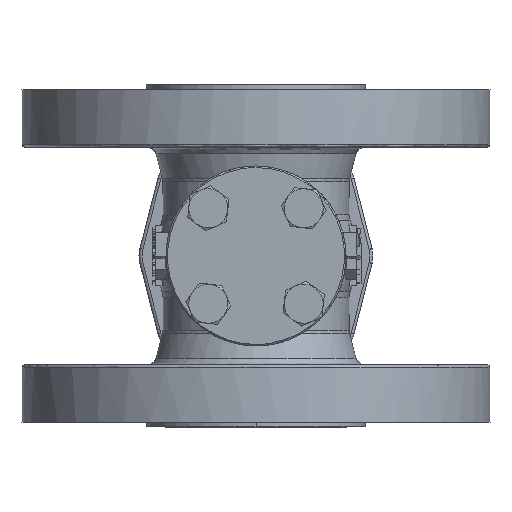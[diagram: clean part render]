
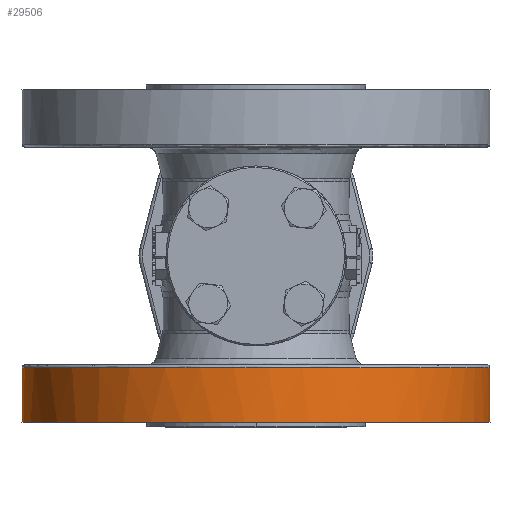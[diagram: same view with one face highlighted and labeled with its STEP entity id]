
A CAD part, front view. The second image highlights one B-rep face of the part: STEP entity #29506.
In plain terms, the highlighted cylindrical face has radius 78 mm (diameter 156 mm), a partial arc.
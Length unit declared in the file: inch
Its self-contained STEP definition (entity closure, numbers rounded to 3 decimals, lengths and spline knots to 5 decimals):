
#219 = AXIS2_PLACEMENT_3D ( 'NONE', #28906, #38428, #1869 ) ;
#771 = CARTESIAN_POINT ( 'NONE',  ( 2.44167, -1.8732, -2.1811 ) ) ;
#1869 = DIRECTION ( 'NONE',  ( 1., 0., 0. ) ) ;
#2200 = VERTEX_POINT ( 'NONE', #13680 ) ;
#2962 = CARTESIAN_POINT ( 'NONE',  ( -2.97265, -0.79622, -2.1811 ) ) ;
#3166 = CARTESIAN_POINT ( 'NONE',  ( 0.98948, -2.91403, -2.1811 ) ) ;
#3369 = CARTESIAN_POINT ( 'NONE',  ( -3.05107, -0.40197, -2.1811 ) ) ;
#3576 = CARTESIAN_POINT ( 'NONE',  ( -3.07087, -6.14173, -1.4685 ) ) ;
#3650 = VERTEX_POINT ( 'NONE', #24626 ) ;
#4524 = EDGE_CURVE ( 'NONE', #22499, #3650, #14929, .T. ) ;
#5761 = CARTESIAN_POINT ( 'NONE',  ( -1.36086, -2.7602, -2.1811 ) ) ;
#6028 = CARTESIAN_POINT ( 'NONE',  ( 3.07087, 0., -1.70604 ) ) ;
#6143 = CARTESIAN_POINT ( 'NONE',  ( -0.98948, -2.91403, -2.1811 ) ) ;
#6661 = CARTESIAN_POINT ( 'NONE',  ( -3.07087, 0., -1.70604 ) ) ;
#7032 = CARTESIAN_POINT ( 'NONE',  ( -3.07087, 0., -2.1811 ) ) ;
#7307 = CARTESIAN_POINT ( 'NONE',  ( 3.07087, 0., -1.4685 ) ) ;
#7319 = ORIENTED_EDGE ( 'NONE', *, *, #4524, .F. ) ;
#8089 = EDGE_CURVE ( 'NONE', #27575, #3650, #12385, .T. ) ;
#9315 = EDGE_CURVE ( 'NONE', #2200, #27575, #10011, .T. ) ;
#9686 = CARTESIAN_POINT ( 'NONE',  ( -2.44167, -1.8732, -2.1811 ) ) ;
#10011 = B_SPLINE_CURVE_WITH_KNOTS ( 'NONE', 3,
 ( #32989, #17958, #3369, #2962, #14994, #33591, #39143, #9686, #15390, #15187, #21707, #24088, #5761, #6143, #21123, #21508, #24498, #33187, #18156, #30207, #3166, #18539, #27637, #33980, #15994, #25076, #771, #28403, #15793, #10454, #30801, #28591, #13408, #27825 ),
 .UNSPECIFIED., .F., .F.,
 ( 4, 2, 2, 2, 2, 2, 2, 2, 2, 2, 2, 2, 2, 2, 2, 2, 4 ),
 ( 0., 0.0625, 0.125, 0.1875, 0.25, 0.3125, 0.375, 0.4375, 0.5, 0.5625, 0.625, 0.6875, 0.75, 0.8125, 0.875, 0.9375, 1. ),
 .UNSPECIFIED. ) ;
#10454 = CARTESIAN_POINT ( 'NONE',  ( 2.91403, -0.98948, -2.1811 ) ) ;
#10982 = B_SPLINE_CURVE_WITH_KNOTS ( 'NONE', 3,
 ( #19264, #6661, #28331, #7032 ),
 .UNSPECIFIED., .F., .F.,
 ( 4, 4 ),
 ( 0., 1. ),
 .UNSPECIFIED. ) ;
#11533 = FACE_OUTER_BOUND ( 'NONE', #18982, .T. ) ;
#12385 = B_SPLINE_CURVE_WITH_KNOTS ( 'NONE', 3,
 ( #30490, #27133, #6028, #24775 ),
 .UNSPECIFIED., .F., .F.,
 ( 4, 4 ),
 ( 0., 1. ),
 .UNSPECIFIED. ) ;
#12754 = CARTESIAN_POINT ( 'NONE',  ( 3.07087, 0., -2.1811 ) ) ;
#13408 = CARTESIAN_POINT ( 'NONE',  ( 3.07087, -0.20099, -2.1811 ) ) ;
#13680 = CARTESIAN_POINT ( 'NONE',  ( -3.07087, 0., -2.1811 ) ) ;
#14929 =( BOUNDED_CURVE ( )  B_SPLINE_CURVE ( 3, ( #15803, #3576, #18548, #7307 ),
 .UNSPECIFIED., .F., .F. ) 
 B_SPLINE_CURVE_WITH_KNOTS ( ( 4, 4 ),
 ( 0., 1. ),
 .UNSPECIFIED. ) 
 CURVE ( )  GEOMETRIC_REPRESENTATION_ITEM ( )  RATIONAL_B_SPLINE_CURVE ( ( 0.957, 0.319, 0.319, 0.957 ) ) 
 REPRESENTATION_ITEM ( '' )  );
#14994 = CARTESIAN_POINT ( 'NONE',  ( -2.91403, -0.98948, -2.1811 ) ) ;
#15187 = CARTESIAN_POINT ( 'NONE',  ( -2.02931, -2.31355, -2.1811 ) ) ;
#15390 = CARTESIAN_POINT ( 'NONE',  ( -2.31355, -2.02931, -2.1811 ) ) ;
#15793 = CARTESIAN_POINT ( 'NONE',  ( 2.7602, -1.36086, -2.1811 ) ) ;
#15803 = CARTESIAN_POINT ( 'NONE',  ( -3.07087, 0., -1.4685 ) ) ;
#15994 = CARTESIAN_POINT ( 'NONE',  ( 2.02931, -2.31355, -2.1811 ) ) ;
#17958 = CARTESIAN_POINT ( 'NONE',  ( -3.07087, -0.20099, -2.1811 ) ) ;
#18156 = CARTESIAN_POINT ( 'NONE',  ( 0.40197, -3.05107, -2.1811 ) ) ;
#18539 = CARTESIAN_POINT ( 'NONE',  ( 1.36086, -2.7602, -2.1811 ) ) ;
#18548 = CARTESIAN_POINT ( 'NONE',  ( 3.07087, -6.14173, -1.4685 ) ) ;
#18982 = EDGE_LOOP ( 'NONE', ( #19672, #7319, #28694, #29408 ) ) ;
#19264 = CARTESIAN_POINT ( 'NONE',  ( -3.07087, 0., -1.4685 ) ) ;
#19672 = ORIENTED_EDGE ( 'NONE', *, *, #8089, .T. ) ;
#20779 = CARTESIAN_POINT ( 'NONE',  ( -3.07087, 0., -1.4685 ) ) ;
#21123 = CARTESIAN_POINT ( 'NONE',  ( -0.79622, -2.97265, -2.1811 ) ) ;
#21508 = CARTESIAN_POINT ( 'NONE',  ( -0.40197, -3.05107, -2.1811 ) ) ;
#21707 = CARTESIAN_POINT ( 'NONE',  ( -1.8732, -2.44167, -2.1811 ) ) ;
#22499 = VERTEX_POINT ( 'NONE', #20779 ) ;
#24088 = CARTESIAN_POINT ( 'NONE',  ( -1.53897, -2.66499, -2.1811 ) ) ;
#24498 = CARTESIAN_POINT ( 'NONE',  ( -0.20099, -3.07087, -2.1811 ) ) ;
#24626 = CARTESIAN_POINT ( 'NONE',  ( 3.07087, 0., -1.4685 ) ) ;
#24775 = CARTESIAN_POINT ( 'NONE',  ( 3.07087, 0., -1.4685 ) ) ;
#25076 = CARTESIAN_POINT ( 'NONE',  ( 2.31355, -2.02931, -2.1811 ) ) ;
#27133 = CARTESIAN_POINT ( 'NONE',  ( 3.07087, 0., -1.94357 ) ) ;
#27575 = VERTEX_POINT ( 'NONE', #12754 ) ;
#27637 = CARTESIAN_POINT ( 'NONE',  ( 1.53897, -2.66499, -2.1811 ) ) ;
#27648 = EDGE_CURVE ( 'NONE', #22499, #2200, #10982, .T. ) ;
#27825 = CARTESIAN_POINT ( 'NONE',  ( 3.07087, 0., -2.1811 ) ) ;
#28331 = CARTESIAN_POINT ( 'NONE',  ( -3.07087, 0., -1.94357 ) ) ;
#28403 = CARTESIAN_POINT ( 'NONE',  ( 2.66499, -1.53897, -2.1811 ) ) ;
#28591 = CARTESIAN_POINT ( 'NONE',  ( 3.05107, -0.40197, -2.1811 ) ) ;
#28694 = ORIENTED_EDGE ( 'NONE', *, *, #27648, .T. ) ;
#28906 = CARTESIAN_POINT ( 'NONE',  ( 0., 0., -2.1811 ) ) ;
#29408 = ORIENTED_EDGE ( 'NONE', *, *, #9315, .T. ) ;
#29506 = ADVANCED_FACE ( 'NONE', ( #11533 ), #31901, .T. ) ;
#30207 = CARTESIAN_POINT ( 'NONE',  ( 0.79622, -2.97265, -2.1811 ) ) ;
#30490 = CARTESIAN_POINT ( 'NONE',  ( 3.07087, 0., -2.1811 ) ) ;
#30801 = CARTESIAN_POINT ( 'NONE',  ( 2.97265, -0.79622, -2.1811 ) ) ;
#31901 = CYLINDRICAL_SURFACE ( 'NONE', #219, 3.07087 ) ;
#32989 = CARTESIAN_POINT ( 'NONE',  ( -3.07087, 0., -2.1811 ) ) ;
#33187 = CARTESIAN_POINT ( 'NONE',  ( 0.20099, -3.07087, -2.1811 ) ) ;
#33591 = CARTESIAN_POINT ( 'NONE',  ( -2.7602, -1.36086, -2.1811 ) ) ;
#33980 = CARTESIAN_POINT ( 'NONE',  ( 1.8732, -2.44167, -2.1811 ) ) ;
#38428 = DIRECTION ( 'NONE',  ( 0., 0., 1. ) ) ;
#39143 = CARTESIAN_POINT ( 'NONE',  ( -2.66499, -1.53897, -2.1811 ) ) ;
